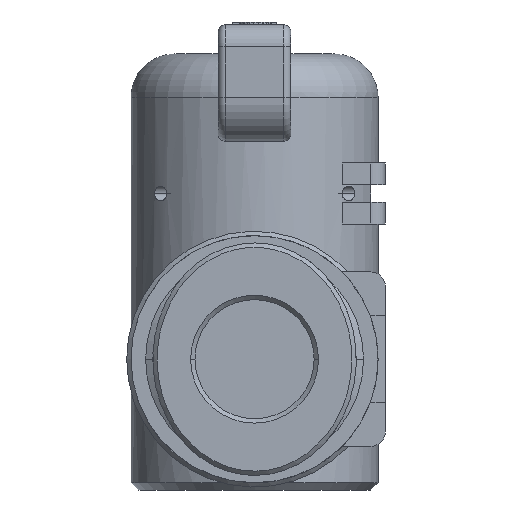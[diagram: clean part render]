
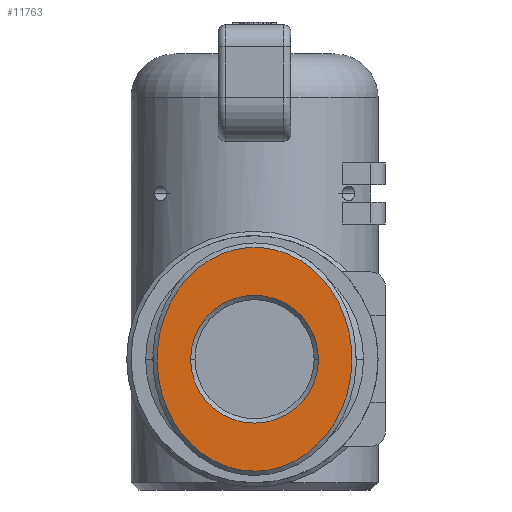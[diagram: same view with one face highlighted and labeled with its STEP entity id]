
A CAD part, front view. The second image highlights one B-rep face of the part: STEP entity #11763.
In plain terms, the highlighted planar face has unit normal (0, -1, 0).
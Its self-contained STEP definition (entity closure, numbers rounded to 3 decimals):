
#1129=CARTESIAN_POINT('',(-4.5,-29.65,-7.1));
#1130=VERTEX_POINT('',#1129);
#1139=CARTESIAN_POINT('',(4.3,-29.65,-7.1));
#1140=VERTEX_POINT('',#1139);
#1141=CARTESIAN_POINT('',(-0.1,-29.65,-7.1));
#1142=DIRECTION('',(0.0,-1.0,0.0));
#1143=DIRECTION('',(-1.0,0.0,0.0));
#1144=AXIS2_PLACEMENT_3D('',#1141,#1142,#1143);
#1145=CIRCLE('',#1144,4.4);
#1146=EDGE_CURVE('',#1130,#1140,#1145,.T.);
#11592=CARTESIAN_POINT('',(-0.1,-29.65,-7.1));
#11593=DIRECTION('',(0.0,-1.0,0.0));
#11594=DIRECTION('',(-1.0,0.0,0.0));
#11595=AXIS2_PLACEMENT_3D('',#11592,#11593,#11594);
#11596=CIRCLE('',#11595,4.4);
#11597=EDGE_CURVE('',#1140,#1130,#11596,.T.);
#11679=CARTESIAN_POINT('',(-0.1,-29.65,-15.1));
#11680=DIRECTION('',(0.0,-1.0,0.0));
#11681=DIRECTION('',(1.0,0.0,0.0));
#11682=AXIS2_PLACEMENT_3D('',#11679,#11680,#11681);
#11683=PLANE('',#11682);
#11684=CARTESIAN_POINT('',(-0.1,-29.65,-14.8));
#11685=VERTEX_POINT('',#11684);
#11686=CARTESIAN_POINT('',(-0.1,-29.65,-14.8));
#11687=CARTESIAN_POINT('',(-0.521,-29.65,-14.8));
#11688=CARTESIAN_POINT('',(-0.942,-29.65,-14.754));
#11689=CARTESIAN_POINT('',(-1.771,-29.65,-14.572));
#11690=CARTESIAN_POINT('',(-2.179,-29.65,-14.436));
#11691=CARTESIAN_POINT('',(-2.968,-29.65,-14.076));
#11692=CARTESIAN_POINT('',(-3.35,-29.65,-13.851));
#11693=CARTESIAN_POINT('',(-4.074,-29.65,-13.319));
#11694=CARTESIAN_POINT('',(-4.416,-29.65,-13.01));
#11695=CARTESIAN_POINT('',(-5.046,-29.65,-12.318));
#11696=CARTESIAN_POINT('',(-5.333,-29.65,-11.933));
#11697=CARTESIAN_POINT('',(-5.841,-29.65,-11.101));
#11698=CARTESIAN_POINT('',(-6.061,-29.65,-10.652));
#11699=CARTESIAN_POINT('',(-6.42,-29.65,-9.708));
#11700=CARTESIAN_POINT('',(-6.558,-29.65,-9.213));
#11701=CARTESIAN_POINT('',(-6.747,-29.65,-8.196));
#11702=CARTESIAN_POINT('',(-6.797,-29.65,-7.675));
#11703=CARTESIAN_POINT('',(-6.803,-29.65,-6.63));
#11704=CARTESIAN_POINT('',(-6.759,-29.65,-6.106));
#11705=CARTESIAN_POINT('',(-6.581,-29.65,-5.082));
#11706=CARTESIAN_POINT('',(-6.447,-29.65,-4.58));
#11707=CARTESIAN_POINT('',(-6.095,-29.65,-3.623));
#11708=CARTESIAN_POINT('',(-5.877,-29.65,-3.167));
#11709=CARTESIAN_POINT('',(-5.37,-29.65,-2.319));
#11710=CARTESIAN_POINT('',(-5.081,-29.65,-1.926));
#11711=CARTESIAN_POINT('',(-4.447,-29.65,-1.22));
#11712=CARTESIAN_POINT('',(-4.102,-29.65,-0.905));
#11713=CARTESIAN_POINT('',(-3.371,-29.65,-0.362));
#11714=CARTESIAN_POINT('',(-2.985,-29.65,-0.133));
#11715=CARTESIAN_POINT('',(-2.189,-29.65,0.232));
#11716=CARTESIAN_POINT('',(-1.778,-29.65,0.37));
#11717=CARTESIAN_POINT('',(-0.945,-29.65,0.554));
#11718=CARTESIAN_POINT('',(-0.523,-29.65,0.6));
#11719=CARTESIAN_POINT('',(0.32,-29.65,0.6));
#11720=CARTESIAN_POINT('',(0.741,-29.65,0.554));
#11721=CARTESIAN_POINT('',(1.57,-29.65,0.373));
#11722=CARTESIAN_POINT('',(1.978,-29.65,0.236));
#11723=CARTESIAN_POINT('',(2.767,-29.65,-0.124));
#11724=CARTESIAN_POINT('',(3.149,-29.65,-0.349));
#11725=CARTESIAN_POINT('',(3.873,-29.65,-0.881));
#11726=CARTESIAN_POINT('',(4.215,-29.65,-1.189));
#11727=CARTESIAN_POINT('',(4.845,-29.65,-1.882));
#11728=CARTESIAN_POINT('',(5.133,-29.65,-2.266));
#11729=CARTESIAN_POINT('',(5.641,-29.65,-3.099));
#11730=CARTESIAN_POINT('',(5.86,-29.65,-3.547));
#11731=CARTESIAN_POINT('',(6.219,-29.65,-4.491));
#11732=CARTESIAN_POINT('',(6.358,-29.65,-4.986));
#11733=CARTESIAN_POINT('',(6.547,-29.65,-6.003));
#11734=CARTESIAN_POINT('',(6.597,-29.65,-6.525));
#11735=CARTESIAN_POINT('',(6.603,-29.65,-7.569));
#11736=CARTESIAN_POINT('',(6.56,-29.65,-8.093));
#11737=CARTESIAN_POINT('',(6.382,-29.65,-9.118));
#11738=CARTESIAN_POINT('',(6.247,-29.65,-9.619));
#11739=CARTESIAN_POINT('',(5.895,-29.65,-10.576));
#11740=CARTESIAN_POINT('',(5.677,-29.65,-11.032));
#11741=CARTESIAN_POINT('',(5.17,-29.65,-11.881));
#11742=CARTESIAN_POINT('',(4.882,-29.65,-12.273));
#11743=CARTESIAN_POINT('',(4.247,-29.65,-12.98));
#11744=CARTESIAN_POINT('',(3.902,-29.65,-13.295));
#11745=CARTESIAN_POINT('',(3.171,-29.65,-13.837));
#11746=CARTESIAN_POINT('',(2.786,-29.65,-14.066));
#11747=CARTESIAN_POINT('',(1.991,-29.65,-14.432));
#11748=CARTESIAN_POINT('',(1.581,-29.65,-14.569));
#11749=CARTESIAN_POINT('',(0.956,-29.65,-14.708));
#11750=CARTESIAN_POINT('',(0.746,-29.65,-14.742));
#11751=CARTESIAN_POINT('',(0.324,-29.65,-14.788));
#11752=CARTESIAN_POINT('',(0.112,-29.65,-14.8));
#11753=CARTESIAN_POINT('',(-0.1,-29.65,-14.8));
#11754=B_SPLINE_CURVE_WITH_KNOTS('',3,(#11686,#11687,#11688,#11689,#11690,#11691,#11692,#11693,#11694,#11695,#11696,#11697,#11698,#11699,#11700,#11701,#11702,#11703,#11704,#11705,#11706,#11707,#11708,#11709,#11710,#11711,#11712,#11713,#11714,#11715,#11716,#11717,#11718,#11719,#11720,#11721,#11722,#11723,#11724,#11725,#11726,#11727,#11728,#11729,#11730,#11731,#11732,#11733,#11734,#11735,#11736,#11737,#11738,#11739,#11740,#11741,#11742,#11743,#11744,#11745,#11746,#11747,#11748,#11749,#11750,#11751,#11752,#11753),.UNSPECIFIED.,.T.,.U.,(4,2,2,2,2,2,2,2,2,2,2,2,2,2,2,2,2,2,2,2,2,2,2,2,2,2,2,2,2,2,2,2,2,4),(0.0,0.19,0.38,0.572,0.766,0.962,1.161,1.362,1.564,1.767,1.969,2.17,2.369,2.566,2.76,2.951,3.141,3.331,3.521,3.713,3.907,4.103,4.302,4.503,4.705,4.908,5.111,5.312,5.511,5.707,5.901,6.092,6.188,6.283),.UNSPECIFIED.);
#11755=EDGE_CURVE('',#11685,#11685,#11754,.T.);
#11756=ORIENTED_EDGE('',*,*,#11755,.F.);
#11757=EDGE_LOOP('',(#11756));
#11758=FACE_OUTER_BOUND('',#11757,.T.);
#11759=ORIENTED_EDGE('',*,*,#11597,.F.);
#11760=ORIENTED_EDGE('',*,*,#1146,.F.);
#11761=EDGE_LOOP('',(#11759,#11760));
#11762=FACE_BOUND('',#11761,.T.);
#11763=ADVANCED_FACE('',(#11758,#11762),#11683,.T.);
